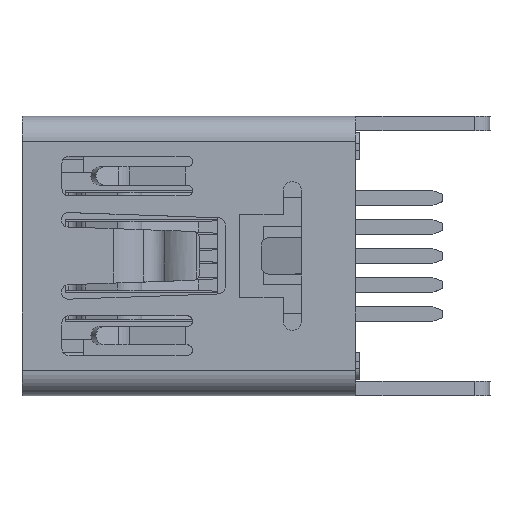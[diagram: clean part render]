
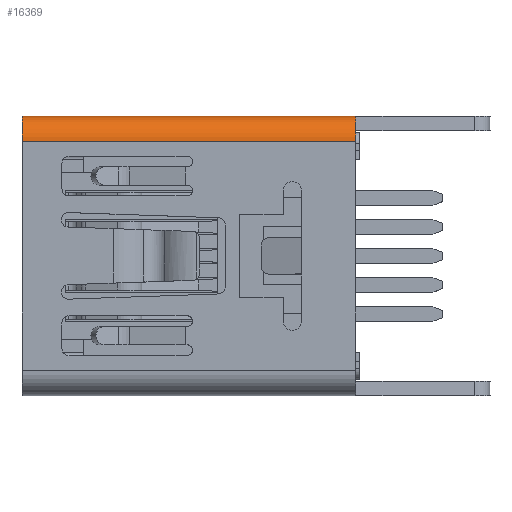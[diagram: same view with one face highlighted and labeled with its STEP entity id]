
A CAD part, top view. The second image highlights one B-rep face of the part: STEP entity #16369.
In plain terms, the highlighted cylindrical face has radius 0.7 mm (diameter 1.4 mm), a partial arc.
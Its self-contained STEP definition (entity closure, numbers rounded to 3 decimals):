
#647 = PLANE('',#648);
#648 = AXIS2_PLACEMENT_3D('',#649,#650,#651);
#649 = CARTESIAN_POINT('',(-23.14,-3.15,0.));
#650 = DIRECTION('',(0.,0.,1.));
#651 = DIRECTION('',(-1.,0.,0.));
#805 = PLANE('',#806);
#806 = AXIS2_PLACEMENT_3D('',#807,#808,#809);
#807 = CARTESIAN_POINT('',(-23.14,3.85,-0.7));
#808 = DIRECTION('',(0.,1.,0.));
#809 = DIRECTION('',(-1.,0.,0.));
#3768 = PLANE('',#3769);
#3769 = AXIS2_PLACEMENT_3D('',#3770,#3771,#3772);
#3770 = CARTESIAN_POINT('',(-9.1,-7.85,0.));
#3771 = DIRECTION('',(-1.,0.,0.));
#3772 = DIRECTION('',(0.,0.,-1.));
#4514 = VERTEX_POINT('',#4515);
#4515 = CARTESIAN_POINT('',(-9.1,3.15,0.));
#4536 = EDGE_CURVE('',#4514,#4537,#4539,.T.);
#4537 = VERTEX_POINT('',#4538);
#4538 = CARTESIAN_POINT('',(-9.1,3.85,-0.7));
#4539 = SURFACE_CURVE('',#4540,(#4545,#4552),.PCURVE_S1.);
#4540 = CIRCLE('',#4541,0.7);
#4541 = AXIS2_PLACEMENT_3D('',#4542,#4543,#4544);
#4542 = CARTESIAN_POINT('',(-9.1,3.15,-0.7));
#4543 = DIRECTION('',(-1.,0.,0.));
#4544 = DIRECTION('',(0.,-1.,0.));
#4545 = PCURVE('',#3768,#4546);
#4546 = DEFINITIONAL_REPRESENTATION('',(#4547),#4551);
#4547 = CIRCLE('',#4548,0.7);
#4548 = AXIS2_PLACEMENT_2D('',#4549,#4550);
#4549 = CARTESIAN_POINT('',(0.7,-11.));
#4550 = DIRECTION('',(0.,1.));
#4551 = ( GEOMETRIC_REPRESENTATION_CONTEXT(2) 
PARAMETRIC_REPRESENTATION_CONTEXT() REPRESENTATION_CONTEXT('2D SPACE',''
  ) );
#4552 = PCURVE('',#4553,#4558);
#4553 = CYLINDRICAL_SURFACE('',#4554,0.7);
#4554 = AXIS2_PLACEMENT_3D('',#4555,#4556,#4557);
#4555 = CARTESIAN_POINT('',(-23.14,3.15,-0.7));
#4556 = DIRECTION('',(1.,0.,0.));
#4557 = DIRECTION('',(-0.,1.,0.));
#4558 = DEFINITIONAL_REPRESENTATION('',(#4559),#4563);
#4559 = LINE('',#4560,#4561);
#4560 = CARTESIAN_POINT('',(3.142,14.04));
#4561 = VECTOR('',#4562,1.);
#4562 = DIRECTION('',(-1.,0.));
#4563 = ( GEOMETRIC_REPRESENTATION_CONTEXT(2) 
PARAMETRIC_REPRESENTATION_CONTEXT() REPRESENTATION_CONTEXT('2D SPACE',''
  ) );
#9931 = VERTEX_POINT('',#9932);
#9932 = CARTESIAN_POINT('',(0.1,3.15,0.)
  );
#9946 = PLANE('',#9947);
#9947 = AXIS2_PLACEMENT_3D('',#9948,#9949,#9950);
#9948 = CARTESIAN_POINT('',(0.1,-3.45,0.));
#9949 = DIRECTION('',(1.,0.,-0.));
#9950 = DIRECTION('',(0.,0.,1.));
#9958 = EDGE_CURVE('',#4514,#9931,#9959,.T.);
#9959 = SURFACE_CURVE('',#9960,(#9964,#9971),.PCURVE_S1.);
#9960 = LINE('',#9961,#9962);
#9961 = CARTESIAN_POINT('',(-23.14,3.15,0.));
#9962 = VECTOR('',#9963,1.);
#9963 = DIRECTION('',(1.,0.,0.));
#9964 = PCURVE('',#647,#9965);
#9965 = DEFINITIONAL_REPRESENTATION('',(#9966),#9970);
#9966 = LINE('',#9967,#9968);
#9967 = CARTESIAN_POINT('',(0.,-6.3));
#9968 = VECTOR('',#9969,1.);
#9969 = DIRECTION('',(-1.,0.));
#9970 = ( GEOMETRIC_REPRESENTATION_CONTEXT(2) 
PARAMETRIC_REPRESENTATION_CONTEXT() REPRESENTATION_CONTEXT('2D SPACE',''
  ) );
#9971 = PCURVE('',#4553,#9972);
#9972 = DEFINITIONAL_REPRESENTATION('',(#9973),#9977);
#9973 = LINE('',#9974,#9975);
#9974 = CARTESIAN_POINT('',(1.571,0.));
#9975 = VECTOR('',#9976,1.);
#9976 = DIRECTION('',(0.,1.));
#9977 = ( GEOMETRIC_REPRESENTATION_CONTEXT(2) 
PARAMETRIC_REPRESENTATION_CONTEXT() REPRESENTATION_CONTEXT('2D SPACE',''
  ) );
#15308 = EDGE_CURVE('',#4537,#15309,#15311,.T.);
#15309 = VERTEX_POINT('',#15310);
#15310 = CARTESIAN_POINT('',(0.1,3.85,-0.7));
#15311 = SURFACE_CURVE('',#15312,(#15316,#15323),.PCURVE_S1.);
#15312 = LINE('',#15313,#15314);
#15313 = CARTESIAN_POINT('',(-23.14,3.85,-0.7));
#15314 = VECTOR('',#15315,1.);
#15315 = DIRECTION('',(1.,0.,0.));
#15316 = PCURVE('',#805,#15317);
#15317 = DEFINITIONAL_REPRESENTATION('',(#15318),#15322);
#15318 = LINE('',#15319,#15320);
#15319 = CARTESIAN_POINT('',(0.,0.));
#15320 = VECTOR('',#15321,1.);
#15321 = DIRECTION('',(-1.,0.));
#15322 = ( GEOMETRIC_REPRESENTATION_CONTEXT(2) 
PARAMETRIC_REPRESENTATION_CONTEXT() REPRESENTATION_CONTEXT('2D SPACE',''
  ) );
#15323 = PCURVE('',#4553,#15324);
#15324 = DEFINITIONAL_REPRESENTATION('',(#15325),#15329);
#15325 = LINE('',#15326,#15327);
#15326 = CARTESIAN_POINT('',(0.,0.));
#15327 = VECTOR('',#15328,1.);
#15328 = DIRECTION('',(0.,1.));
#15329 = ( GEOMETRIC_REPRESENTATION_CONTEXT(2) 
PARAMETRIC_REPRESENTATION_CONTEXT() REPRESENTATION_CONTEXT('2D SPACE',''
  ) );
#15901 = EDGE_CURVE('',#15309,#9931,#15902,.T.);
#15902 = SURFACE_CURVE('',#15903,(#15908,#15915),.PCURVE_S1.);
#15903 = CIRCLE('',#15904,0.7);
#15904 = AXIS2_PLACEMENT_3D('',#15905,#15906,#15907);
#15905 = CARTESIAN_POINT('',(0.1,3.15,-0.7));
#15906 = DIRECTION('',(1.,0.,0.));
#15907 = DIRECTION('',(0.,-1.,0.));
#15908 = PCURVE('',#9946,#15909);
#15909 = DEFINITIONAL_REPRESENTATION('',(#15910),#15914);
#15910 = CIRCLE('',#15911,0.7);
#15911 = AXIS2_PLACEMENT_2D('',#15912,#15913);
#15912 = CARTESIAN_POINT('',(-0.7,-6.6));
#15913 = DIRECTION('',(0.,1.));
#15914 = ( GEOMETRIC_REPRESENTATION_CONTEXT(2) 
PARAMETRIC_REPRESENTATION_CONTEXT() REPRESENTATION_CONTEXT('2D SPACE',''
  ) );
#15915 = PCURVE('',#4553,#15916);
#15916 = DEFINITIONAL_REPRESENTATION('',(#15917),#15921);
#15917 = LINE('',#15918,#15919);
#15918 = CARTESIAN_POINT('',(-3.142,23.24));
#15919 = VECTOR('',#15920,1.);
#15920 = DIRECTION('',(1.,0.));
#15921 = ( GEOMETRIC_REPRESENTATION_CONTEXT(2) 
PARAMETRIC_REPRESENTATION_CONTEXT() REPRESENTATION_CONTEXT('2D SPACE',''
  ) );
#16369 = ADVANCED_FACE('',(#16370),#4553,.T.);
#16370 = FACE_BOUND('',#16371,.T.);
#16371 = EDGE_LOOP('',(#16372,#16373,#16374,#16375));
#16372 = ORIENTED_EDGE('',*,*,#9958,.T.);
#16373 = ORIENTED_EDGE('',*,*,#15901,.F.);
#16374 = ORIENTED_EDGE('',*,*,#15308,.F.);
#16375 = ORIENTED_EDGE('',*,*,#4536,.F.);
